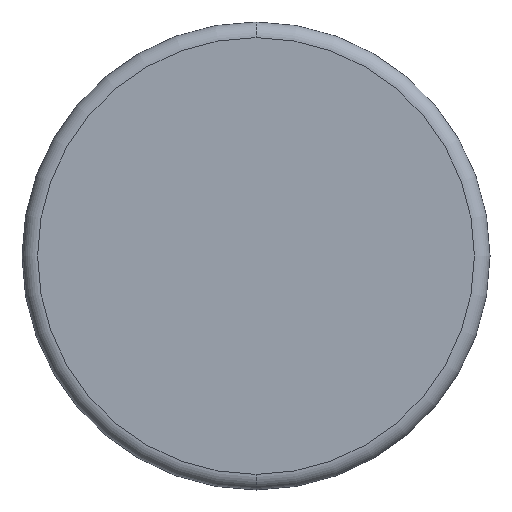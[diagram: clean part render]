
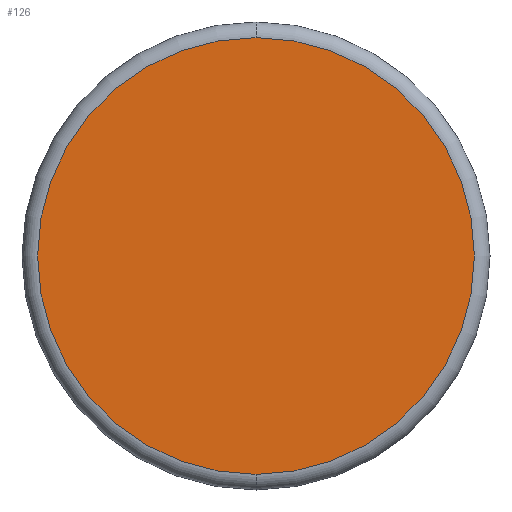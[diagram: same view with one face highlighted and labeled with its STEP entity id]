
A CAD part, front view. The second image highlights one B-rep face of the part: STEP entity #126.
In plain terms, the highlighted planar face has unit normal (0, -1, 0).
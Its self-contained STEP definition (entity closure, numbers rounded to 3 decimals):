
#26 = CIRCLE ( 'NONE', #451, 14. ) ;
#34 = DIRECTION ( 'NONE',  ( 0., 0., 1. ) ) ;
#59 = CARTESIAN_POINT ( 'NONE',  ( 0., 0., 0. ) ) ;
#69 = AXIS2_PLACEMENT_3D ( 'NONE', #59, #486, #90 ) ;
#75 = VERTEX_POINT ( 'NONE', #271 ) ;
#90 = DIRECTION ( 'NONE',  ( 0., 0., 1. ) ) ;
#126 = ADVANCED_FACE ( 'NONE', ( #445 ), #320, .F. ) ;
#137 = ORIENTED_EDGE ( 'NONE', *, *, #139, .T. ) ;
#139 = EDGE_CURVE ( 'NONE', #75, #439, #26, .T. ) ;
#142 = CARTESIAN_POINT ( 'NONE',  ( 0., 0., 0. ) ) ;
#156 = CARTESIAN_POINT ( 'NONE',  ( 0., 0., 0. ) ) ;
#172 = DIRECTION ( 'NONE',  ( 0., 0., 1. ) ) ;
#205 = ORIENTED_EDGE ( 'NONE', *, *, #455, .T. ) ;
#251 = AXIS2_PLACEMENT_3D ( 'NONE', #156, #336, #34 ) ;
#271 = CARTESIAN_POINT ( 'NONE',  ( 0., 0., -14. ) ) ;
#300 = EDGE_LOOP ( 'NONE', ( #205, #137 ) ) ;
#320 = PLANE ( 'NONE',  #69 ) ;
#336 = DIRECTION ( 'NONE',  ( 0., -1., 0. ) ) ;
#392 = CIRCLE ( 'NONE', #251, 14. ) ;
#416 = CARTESIAN_POINT ( 'NONE',  ( 0., 0., 14. ) ) ;
#439 = VERTEX_POINT ( 'NONE', #416 ) ;
#445 = FACE_OUTER_BOUND ( 'NONE', #300, .T. ) ;
#451 = AXIS2_PLACEMENT_3D ( 'NONE', #142, #481, #172 ) ;
#455 = EDGE_CURVE ( 'NONE', #439, #75, #392, .T. ) ;
#481 = DIRECTION ( 'NONE',  ( 0., -1., 0. ) ) ;
#486 = DIRECTION ( 'NONE',  ( 0., 1., 0. ) ) ;
